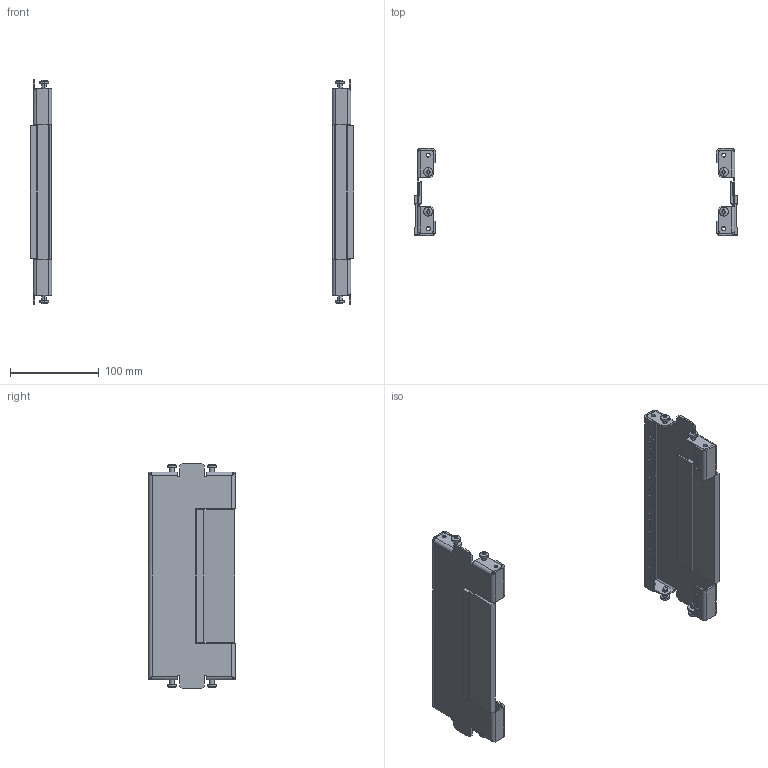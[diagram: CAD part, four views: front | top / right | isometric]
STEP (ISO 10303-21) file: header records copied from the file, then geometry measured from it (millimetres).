
FILE_DESCRIPTION (( 'STEP AP203' ), '1' );
FILE_NAME ('UR12000100040 Ýëåìåíòû öîêîëÿ ñ ùåòî÷íûì ââîäîì 100ìì RS52 00.40 (2øò) (000.136.063).STEP', '2022-04-14T06:24:45', ( '' ), ( '' ), 'SwSTEP 2.0', 'SolidWorks 2017', '' );
FILE_SCHEMA (( 'CONFIG_CONTROL_DESIGN' ));
Length unit declared in the file: millimetre
Products named in the file (6): Âèíò DIN 7500 C TORX_Œ5å12; 070-66 Ïàíåëü öîêîëÿ_00 (00.40); Ïîëîñîâàÿ ùåòêà Stribo Pro òèï Í_00 (00.40); 000.137.047 Ïàíåëü öîêîëÿ_00 (00.40); Äâóñòîðîííÿÿ êëåéêàÿ ëåíòà 15õ0,25 äëÿ öîêîëÿ ñ ùåòî÷íûì ââîäîì_00.40; UR12000100040 Ýëåìåíòû öîêîëÿ ñ ùåòî÷íûì ââîäîì 100ìì RS52 00.40 (2øò) (000.136.063)
Assembly tree (13 placements, depth 3):
  UR12000100040 Ýëåìåíòû öîêîëÿ ñ ùåòî÷íûì ââîäîì 100ìì RS52 00.40 (2øò) (000.136.063)
    000.137.047 Ïàíåëü öîêîëÿ_00 (00.40)  x2
      070-66 Ïàíåëü öîêîëÿ_00 (00.40)
      Ïîëîñîâàÿ ùåòêà Stribo Pro òèï Í_00 (00.40)
      Äâóñòîðîííÿÿ êëåéêàÿ ëåíòà 15õ0,25 äëÿ öîêîëÿ ñ ùåòî÷íûì ââîäîì_00.40
    Âèíò DIN 7500 C TORX_Œ5å12  x8
Bounding box: 365.4 x 98 x 254.8 mm (x, y, z)
Volume: 205078.1 mm3; surface area: 171509.9 mm2
Topology: 14 solids, 14 shells, 764 faces, 2016 edges, 1288 vertices
Faces by surface type: plane 430, cylinder 270, cone 32, bspline 16, sphere 16
Entity records: 9234 total; most frequent: CARTESIAN_POINT 1932, ORIENTED_EDGE 1344, DIRECTION 1311, EDGE_CURVE 672, LINE 465, VECTOR 465, AXIS2_PLACEMENT_3D 423, VERTEX_POINT 422
